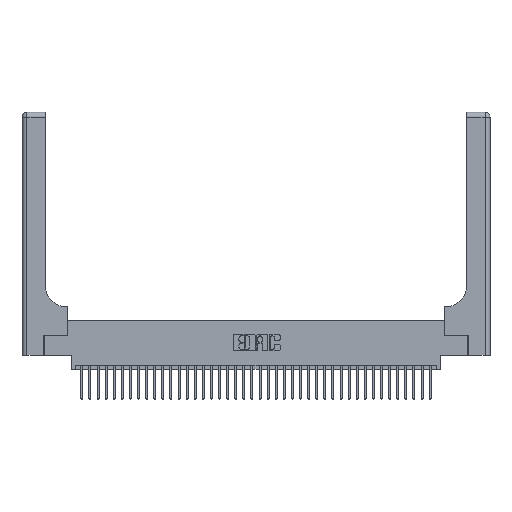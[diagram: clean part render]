
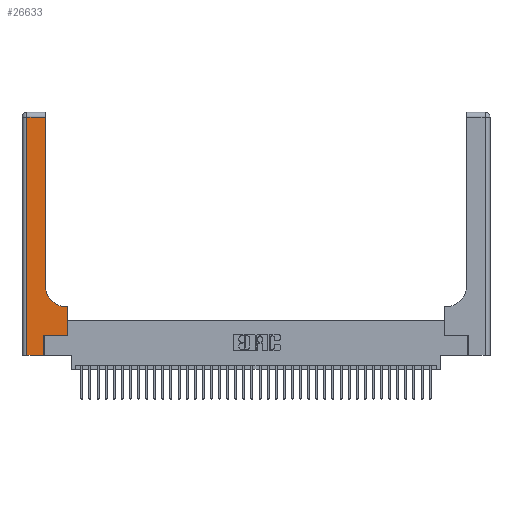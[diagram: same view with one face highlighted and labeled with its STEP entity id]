
A CAD part, top view. The second image highlights one B-rep face of the part: STEP entity #26633.
In plain terms, the highlighted planar face has unit normal (0, 0, 1).
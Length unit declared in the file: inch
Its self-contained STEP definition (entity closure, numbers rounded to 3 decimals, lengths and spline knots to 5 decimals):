
#498 = VECTOR ( 'NONE', #24479, 39.37008 ) ;
#560 = CIRCLE ( 'NONE', #26597, 0.25 ) ;
#746 = CARTESIAN_POINT ( 'NONE',  ( 0., 2.94, 0.37 ) ) ;
#1131 = LINE ( 'NONE', #746, #16388 ) ;
#2041 = EDGE_CURVE ( 'NONE', #21569, #21901, #8649, .T. ) ;
#2281 = EDGE_CURVE ( 'NONE', #3777, #25876, #25385, .T. ) ;
#3004 = ORIENTED_EDGE ( 'NONE', *, *, #2281, .T. ) ;
#3579 = ORIENTED_EDGE ( 'NONE', *, *, #39545, .T. ) ;
#3777 = VERTEX_POINT ( 'NONE', #14941 ) ;
#3843 = DIRECTION ( 'NONE',  ( -1., 0., 0. ) ) ;
#5070 = CARTESIAN_POINT ( 'NONE',  ( 0.269, 0.25, 0.37 ) ) ;
#5796 = CARTESIAN_POINT ( 'NONE',  ( 0.06, 0., 0.37 ) ) ;
#6022 = DIRECTION ( 'NONE',  ( 0., 0., -1. ) ) ;
#6061 = EDGE_CURVE ( 'NONE', #10261, #21569, #9758, .T. ) ;
#6621 = ORIENTED_EDGE ( 'NONE', *, *, #38335, .T. ) ;
#7355 = DIRECTION ( 'NONE',  ( 0., 1., 0. ) ) ;
#7449 = ORIENTED_EDGE ( 'NONE', *, *, #2041, .T. ) ;
#7613 = CARTESIAN_POINT ( 'NONE',  ( 0.2915, 0.6, 0.37 ) ) ;
#8649 = LINE ( 'NONE', #12183, #498 ) ;
#9447 = ORIENTED_EDGE ( 'NONE', *, *, #32258, .T. ) ;
#9758 = LINE ( 'NONE', #35549, #31320 ) ;
#10261 = VERTEX_POINT ( 'NONE', #5796 ) ;
#10341 = VERTEX_POINT ( 'NONE', #12355 ) ;
#10699 = ORIENTED_EDGE ( 'NONE', *, *, #6061, .T. ) ;
#10928 = VECTOR ( 'NONE', #22817, 39.37008 ) ;
#11047 = LINE ( 'NONE', #29525, #26378 ) ;
#12028 = ORIENTED_EDGE ( 'NONE', *, *, #34509, .T. ) ;
#12183 = CARTESIAN_POINT ( 'NONE',  ( 0.269, 0., 0.37 ) ) ;
#12355 = CARTESIAN_POINT ( 'NONE',  ( 0.06, 2.94, 0.37 ) ) ;
#12357 = CARTESIAN_POINT ( 'NONE',  ( 0., 3., 0.37 ) ) ;
#13729 = AXIS2_PLACEMENT_3D ( 'NONE', #12357, #36801, #18474 ) ;
#14941 = CARTESIAN_POINT ( 'NONE',  ( 0.5585, 0.6, 0.37 ) ) ;
#15431 = VECTOR ( 'NONE', #25783, 39.37008 ) ;
#15985 = LINE ( 'NONE', #37939, #38508 ) ;
#16388 = VECTOR ( 'NONE', #3843, 39.37008 ) ;
#16470 = VERTEX_POINT ( 'NONE', #31244 ) ;
#17075 = ORIENTED_EDGE ( 'NONE', *, *, #22432, .T. ) ;
#18185 = CARTESIAN_POINT ( 'NONE',  ( 0.2915, 2.94, 0.37 ) ) ;
#18474 = DIRECTION ( 'NONE',  ( -1., 0., 0. ) ) ;
#18853 = CARTESIAN_POINT ( 'NONE',  ( 0.2915, 0.85, 0.37 ) ) ;
#19736 = CARTESIAN_POINT ( 'NONE',  ( 0.5585, 0.25, 0.37 ) ) ;
#21569 = VERTEX_POINT ( 'NONE', #31210 ) ;
#21901 = VERTEX_POINT ( 'NONE', #5070 ) ;
#22432 = EDGE_CURVE ( 'NONE', #10341, #10261, #31787, .T. ) ;
#22817 = DIRECTION ( 'NONE',  ( 0., 1., 0. ) ) ;
#22835 = DIRECTION ( 'NONE',  ( -1., 0., 0. ) ) ;
#23296 = VERTEX_POINT ( 'NONE', #18853 ) ;
#23375 = DIRECTION ( 'NONE',  ( 1., 0., 0. ) ) ;
#24357 = CARTESIAN_POINT ( 'NONE',  ( 0.5415, 0.85, 0.37 ) ) ;
#24410 = VECTOR ( 'NONE', #22835, 39.37008 ) ;
#24479 = DIRECTION ( 'NONE',  ( 0., 1., 0. ) ) ;
#25385 = LINE ( 'NONE', #7613, #24410 ) ;
#25783 = DIRECTION ( 'NONE',  ( 0., -1., 0. ) ) ;
#25876 = VERTEX_POINT ( 'NONE', #27031 ) ;
#26013 = FACE_OUTER_BOUND ( 'NONE', #26948, .T. ) ;
#26378 = VECTOR ( 'NONE', #32581, 39.37008 ) ;
#26597 = AXIS2_PLACEMENT_3D ( 'NONE', #24357, #6022, #27486 ) ;
#26633 = ADVANCED_FACE ( 'NONE', ( #26013 ), #33773, .F. ) ;
#26948 = EDGE_LOOP ( 'NONE', ( #9447, #12028, #17075, #10699, #7449, #34120, #6621, #3004, #3579 ) ) ;
#27031 = CARTESIAN_POINT ( 'NONE',  ( 0.5415, 0.6, 0.37 ) ) ;
#27306 = VERTEX_POINT ( 'NONE', #18185 ) ;
#27486 = DIRECTION ( 'NONE',  ( 1., 0., 0. ) ) ;
#28933 = EDGE_CURVE ( 'NONE', #21901, #16470, #11047, .T. ) ;
#29525 = CARTESIAN_POINT ( 'NONE',  ( 0.269, 0.25, 0.37 ) ) ;
#31210 = CARTESIAN_POINT ( 'NONE',  ( 0.269, 0., 0.37 ) ) ;
#31244 = CARTESIAN_POINT ( 'NONE',  ( 0.5585, 0.25, 0.37 ) ) ;
#31320 = VECTOR ( 'NONE', #23375, 39.37008 ) ;
#31787 = LINE ( 'NONE', #35005, #15431 ) ;
#32258 = EDGE_CURVE ( 'NONE', #23296, #27306, #15985, .T. ) ;
#32581 = DIRECTION ( 'NONE',  ( 1., 0., 0. ) ) ;
#33773 = PLANE ( 'NONE',  #13729 ) ;
#34120 = ORIENTED_EDGE ( 'NONE', *, *, #28933, .T. ) ;
#34509 = EDGE_CURVE ( 'NONE', #27306, #10341, #1131, .T. ) ;
#35005 = CARTESIAN_POINT ( 'NONE',  ( 0.06, 3., 0.37 ) ) ;
#35336 = LINE ( 'NONE', #19736, #10928 ) ;
#35549 = CARTESIAN_POINT ( 'NONE',  ( 0., 0., 0.37 ) ) ;
#36801 = DIRECTION ( 'NONE',  ( 0., 0., -1. ) ) ;
#37939 = CARTESIAN_POINT ( 'NONE',  ( 0.2915, 3., 0.37 ) ) ;
#38335 = EDGE_CURVE ( 'NONE', #16470, #3777, #35336, .T. ) ;
#38508 = VECTOR ( 'NONE', #7355, 39.37008 ) ;
#39545 = EDGE_CURVE ( 'NONE', #25876, #23296, #560, .T. ) ;
